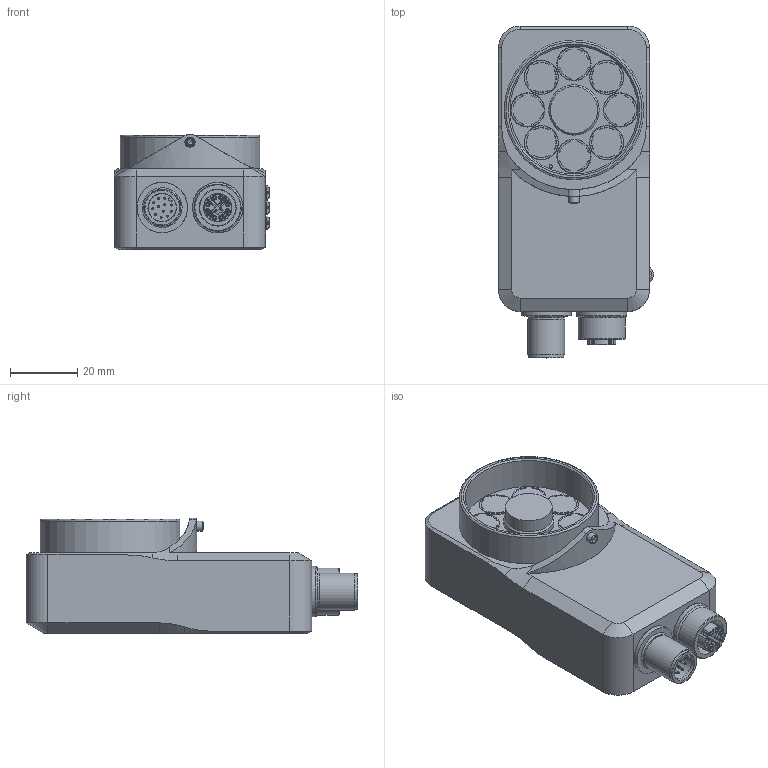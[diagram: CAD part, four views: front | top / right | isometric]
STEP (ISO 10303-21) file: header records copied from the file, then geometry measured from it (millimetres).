
FILE_DESCRIPTION(/* description */ (''),/* implementation_level */ '2;1');
FILE_NAME(/* name */ 'CS62-Marketing Model.stp',/* time_stamp */ '2025-06-06T10:28:48+02:00',/* author */ ('cf'),/* organization */ ('di-soric GmbH & Co. KG'),/* preprocessor_version */ 'ST-DEVELOPER v20',/* originating_system */ 'Autodesk Inventor 2025',/* authorisation */ '');
FILE_SCHEMA (('AUTOMOTIVE_DESIGN { 1 0 10303 214 3 1 1 }'));
Length unit declared in the file: millimetre
Products named in the file (1): Marketingmodel_CS62_Volumenkörper_20250606cf
Bounding box: 46.2 x 98.8 x 34.29 mm (x, y, z)
Volume: 93819.8 mm3; surface area: 21169.7 mm2
Topology: 9 solids, 9 shells, 1532 faces, 3954 edges, 2501 vertices
Faces by surface type: plane 1021, cylinder 336, torus 117, cone 32, bspline 24, sphere 2
Full cylindrical faces by diameter (mm): 0.6 x12, 0.65 x8, 0.8 x3, 1 x1, 1.24 x8, 2.459 x5, 3 x1, 8.25 x1, 8.3 x1, 8.4 x1, 10 x8, 10.2 x8, 10.5 x1, 10.8 x1, 11 x2, 11.7 x1, 13 x2, 14 x2, 15 x3, 38.1 x1, 41.5 x1
Entity records: 49234 total; most frequent: CARTESIAN_POINT 11209, ORIENTED_EDGE 8102, DIRECTION 7823, EDGE_CURVE 4051, LINE 2767, VECTOR 2767, AXIS2_PLACEMENT_3D 2528, VERTEX_POINT 2501
